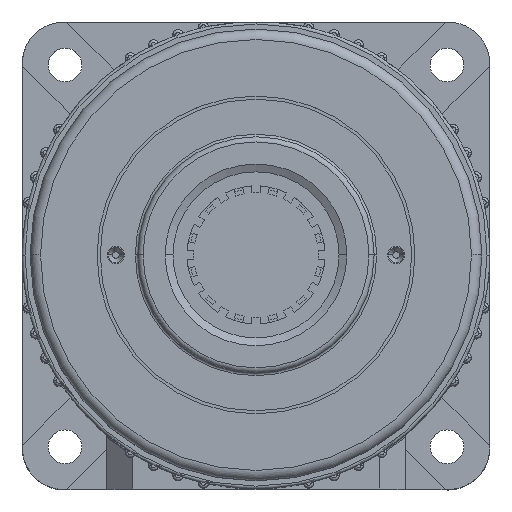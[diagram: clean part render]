
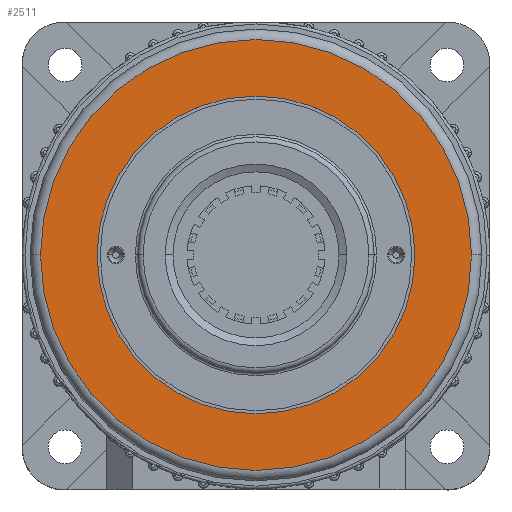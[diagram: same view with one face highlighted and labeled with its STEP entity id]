
A CAD part, top view. The second image highlights one B-rep face of the part: STEP entity #2511.
In plain terms, the highlighted planar face has unit normal (0, 0, 1).
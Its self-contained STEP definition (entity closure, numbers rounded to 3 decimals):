
#93 = ORIENTED_EDGE ( 'NONE', *, *, #5039, .T. ) ;
#495 = DIRECTION ( 'NONE',  ( 0., 0., 1. ) ) ;
#1183 = DIRECTION ( 'NONE',  ( 0., 0., 1. ) ) ;
#1360 = VERTEX_POINT ( 'NONE', #12791 ) ;
#1612 = CIRCLE ( 'NONE', #7384, 41.5 ) ;
#1811 = EDGE_LOOP ( 'NONE', ( #15507, #93 ) ) ;
#2511 = ADVANCED_FACE ( 'NONE', ( #5661, #9757 ), #12920, .T. ) ;
#5039 = EDGE_CURVE ( 'NONE', #6268, #1360, #1612, .T. ) ;
#5568 = VERTEX_POINT ( 'NONE', #14268 ) ;
#5661 = FACE_OUTER_BOUND ( 'NONE', #1811, .T. ) ;
#6268 = VERTEX_POINT ( 'NONE', #7755 ) ;
#6923 = DIRECTION ( 'NONE',  ( 0., 0., 1. ) ) ;
#7077 = AXIS2_PLACEMENT_3D ( 'NONE', #9357, #1183, #10745 ) ;
#7295 = DIRECTION ( 'NONE',  ( 0., 0., 1. ) ) ;
#7384 = AXIS2_PLACEMENT_3D ( 'NONE', #15473, #7295, #16863 ) ;
#7495 = DIRECTION ( 'NONE',  ( 1., 0., 0. ) ) ;
#7621 = CIRCLE ( 'NONE', #10727, 41.5 ) ;
#7755 = CARTESIAN_POINT ( 'NONE',  ( -41.5, 0., 97. ) ) ;
#8673 = CARTESIAN_POINT ( 'NONE',  ( 0., 0., 97. ) ) ;
#9357 = CARTESIAN_POINT ( 'NONE',  ( 0., 0., 97. ) ) ;
#9757 = FACE_BOUND ( 'NONE', #14935, .T. ) ;
#9877 = EDGE_CURVE ( 'NONE', #17402, #5568, #15986, .T. ) ;
#10085 = DIRECTION ( 'NONE',  ( 1., 0., 0. ) ) ;
#10727 = AXIS2_PLACEMENT_3D ( 'NONE', #8673, #495, #10085 ) ;
#10745 = DIRECTION ( 'NONE',  ( 1., 0., 0. ) ) ;
#11570 = EDGE_CURVE ( 'NONE', #1360, #6268, #7621, .T. ) ;
#11967 = CARTESIAN_POINT ( 'NONE',  ( -30.6, 0., 97. ) ) ;
#11980 = CIRCLE ( 'NONE', #15363, 30.6 ) ;
#12791 = CARTESIAN_POINT ( 'NONE',  ( 41.5, 0., 97. ) ) ;
#12920 = PLANE ( 'NONE',  #16632 ) ;
#14059 = ORIENTED_EDGE ( 'NONE', *, *, #16847, .F. ) ;
#14268 = CARTESIAN_POINT ( 'NONE',  ( 30.6, 0., 97. ) ) ;
#14935 = EDGE_LOOP ( 'NONE', ( #14059, #16205 ) ) ;
#15107 = CARTESIAN_POINT ( 'NONE',  ( 0., 0., 97. ) ) ;
#15363 = AXIS2_PLACEMENT_3D ( 'NONE', #15107, #6923, #16485 ) ;
#15473 = CARTESIAN_POINT ( 'NONE',  ( 0., 0., 97. ) ) ;
#15507 = ORIENTED_EDGE ( 'NONE', *, *, #11570, .T. ) ;
#15665 = DIRECTION ( 'NONE',  ( 0., 0., 1. ) ) ;
#15986 = CIRCLE ( 'NONE', #7077, 30.6 ) ;
#16205 = ORIENTED_EDGE ( 'NONE', *, *, #9877, .F. ) ;
#16485 = DIRECTION ( 'NONE',  ( 1., 0., 0. ) ) ;
#16632 = AXIS2_PLACEMENT_3D ( 'NONE', #17001, #15665, #7495 ) ;
#16847 = EDGE_CURVE ( 'NONE', #5568, #17402, #11980, .T. ) ;
#16863 = DIRECTION ( 'NONE',  ( 1., 0., 0. ) ) ;
#17001 = CARTESIAN_POINT ( 'NONE',  ( 0., 0., 97. ) ) ;
#17402 = VERTEX_POINT ( 'NONE', #11967 ) ;
